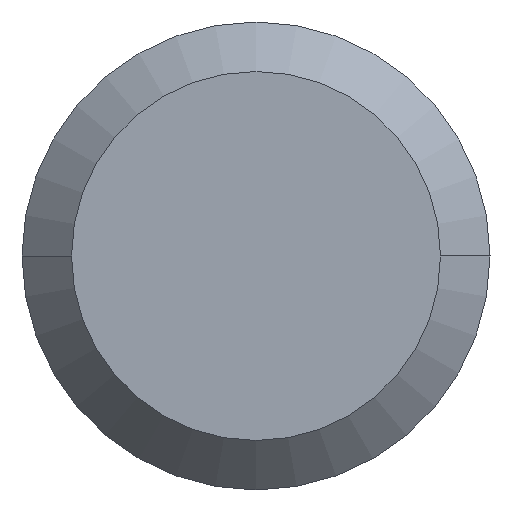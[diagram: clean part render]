
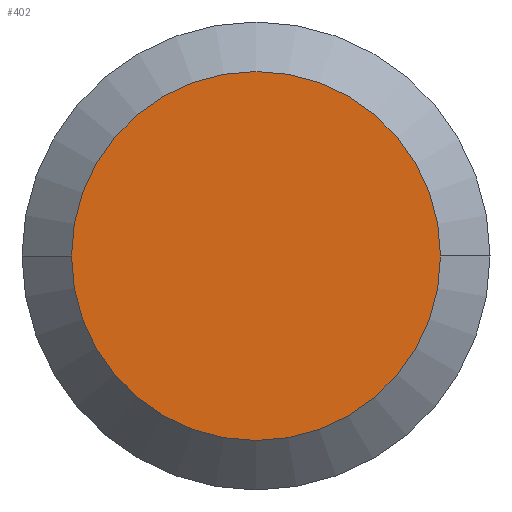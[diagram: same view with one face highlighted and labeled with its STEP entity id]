
A CAD part, left-side view. The second image highlights one B-rep face of the part: STEP entity #402.
In plain terms, the highlighted planar face has unit normal (-1, 0, 0).
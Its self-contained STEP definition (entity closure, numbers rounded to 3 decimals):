
#11 = DIRECTION ( 'NONE',  ( 1., 0., 0. ) ) ;
#17 = CARTESIAN_POINT ( 'NONE',  ( 0., 2.365, 0. ) ) ;
#28 = CARTESIAN_POINT ( 'NONE',  ( 0., 0., 0. ) ) ;
#45 = AXIS2_PLACEMENT_3D ( 'NONE', #238, #301, #77 ) ;
#47 = FACE_OUTER_BOUND ( 'NONE', #320, .T. ) ;
#60 = CIRCLE ( 'NONE', #45, 2.365 ) ;
#77 = DIRECTION ( 'NONE',  ( 0., 1., 0. ) ) ;
#95 = ORIENTED_EDGE ( 'NONE', *, *, #237, .F. ) ;
#141 = EDGE_CURVE ( 'NONE', #299, #194, #175, .T. ) ;
#142 = DIRECTION ( 'NONE',  ( 0., 1., 0. ) ) ;
#175 = CIRCLE ( 'NONE', #192, 2.365 ) ;
#192 = AXIS2_PLACEMENT_3D ( 'NONE', #329, #11, #142 ) ;
#194 = VERTEX_POINT ( 'NONE', #17 ) ;
#213 = PLANE ( 'NONE',  #294 ) ;
#235 = CARTESIAN_POINT ( 'NONE',  ( 0., -2.365, 0. ) ) ;
#237 = EDGE_CURVE ( 'NONE', #194, #299, #60, .T. ) ;
#238 = CARTESIAN_POINT ( 'NONE',  ( 0., 0., 0. ) ) ;
#248 = DIRECTION ( 'NONE',  ( -1., 0., 0. ) ) ;
#280 = DIRECTION ( 'NONE',  ( 0., -1., 0. ) ) ;
#294 = AXIS2_PLACEMENT_3D ( 'NONE', #28, #248, #280 ) ;
#299 = VERTEX_POINT ( 'NONE', #235 ) ;
#301 = DIRECTION ( 'NONE',  ( 1., 0., 0. ) ) ;
#320 = EDGE_LOOP ( 'NONE', ( #95, #371 ) ) ;
#329 = CARTESIAN_POINT ( 'NONE',  ( 0., 0., 0. ) ) ;
#371 = ORIENTED_EDGE ( 'NONE', *, *, #141, .F. ) ;
#402 = ADVANCED_FACE ( 'NONE', ( #47 ), #213, .T. ) ;
